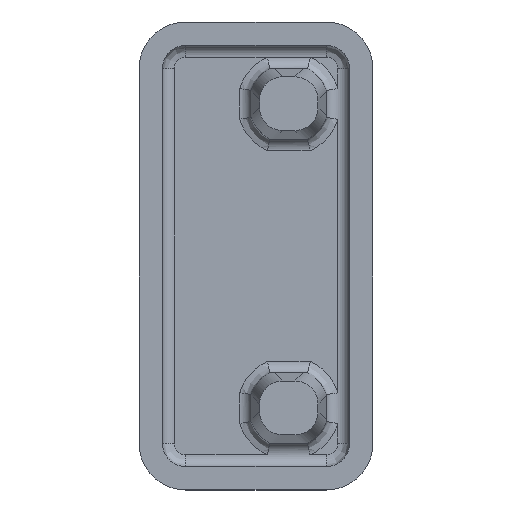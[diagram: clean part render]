
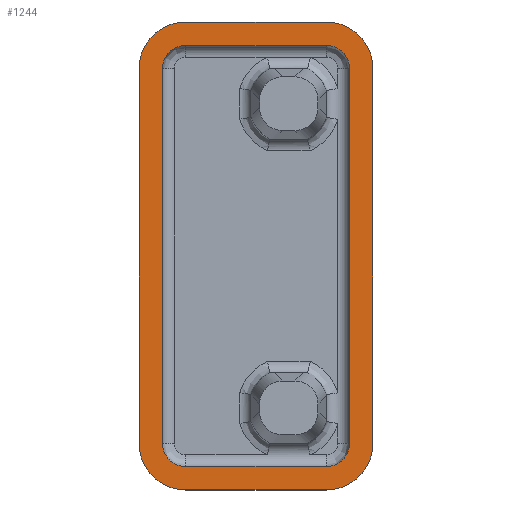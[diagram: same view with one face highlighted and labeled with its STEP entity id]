
A CAD part, top view. The second image highlights one B-rep face of the part: STEP entity #1244.
In plain terms, the highlighted planar face has unit normal (0, 0, 1).
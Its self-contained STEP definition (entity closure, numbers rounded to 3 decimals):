
#3 = CARTESIAN_POINT ( 'NONE',  ( -5., -8., 3. ) ) ;
#30 = VERTEX_POINT ( 'NONE', #397 ) ;
#126 = LINE ( 'NONE', #2173, #483 ) ;
#134 = CARTESIAN_POINT ( 'NONE',  ( 4., -10., 3. ) ) ;
#138 = DIRECTION ( 'NONE',  ( 0., 0., 1. ) ) ;
#146 = CARTESIAN_POINT ( 'NONE',  ( 5., -8., 3. ) ) ;
#180 = VECTOR ( 'NONE', #1412, 1000. ) ;
#224 = EDGE_CURVE ( 'NONE', #2317, #2752, #2419, .T. ) ;
#283 = ORIENTED_EDGE ( 'NONE', *, *, #758, .F. ) ;
#287 = CARTESIAN_POINT ( 'NONE',  ( -3., -10., 3. ) ) ;
#338 = DIRECTION ( 'NONE',  ( 1., 0., 0. ) ) ;
#344 = ORIENTED_EDGE ( 'NONE', *, *, #1932, .F. ) ;
#348 = LINE ( 'NONE', #134, #1148 ) ;
#349 = CARTESIAN_POINT ( 'NONE',  ( -3., 8., 3. ) ) ;
#350 = EDGE_CURVE ( 'NONE', #1733, #1906, #2182, .T. ) ;
#366 = DIRECTION ( 'NONE',  ( 0., 0., -1. ) ) ;
#394 = DIRECTION ( 'NONE',  ( -1., 0., 0. ) ) ;
#397 = CARTESIAN_POINT ( 'NONE',  ( -4., -8., 3. ) ) ;
#400 = ORIENTED_EDGE ( 'NONE', *, *, #1171, .F. ) ;
#427 = VERTEX_POINT ( 'NONE', #2273 ) ;
#445 = EDGE_CURVE ( 'NONE', #2317, #1701, #566, .T. ) ;
#457 = VECTOR ( 'NONE', #2587, 1000. ) ;
#459 = CIRCLE ( 'NONE', #2147, 1. ) ;
#474 = LINE ( 'NONE', #1381, #2311 ) ;
#483 = VECTOR ( 'NONE', #2186, 1000. ) ;
#493 = CARTESIAN_POINT ( 'NONE',  ( 3., 10., 3. ) ) ;
#494 = ORIENTED_EDGE ( 'NONE', *, *, #1332, .F. ) ;
#515 = DIRECTION ( 'NONE',  ( -1., 0., 0. ) ) ;
#537 = ORIENTED_EDGE ( 'NONE', *, *, #2418, .F. ) ;
#539 = EDGE_CURVE ( 'NONE', #1585, #2503, #1945, .T. ) ;
#551 = VERTEX_POINT ( 'NONE', #1918 ) ;
#563 = AXIS2_PLACEMENT_3D ( 'NONE', #349, #366, #1756 ) ;
#566 = CIRCLE ( 'NONE', #1531, 2. ) ;
#575 = CARTESIAN_POINT ( 'NONE',  ( -5., -10., 3. ) ) ;
#587 = EDGE_CURVE ( 'NONE', #2503, #1938, #2119, .T. ) ;
#643 = EDGE_LOOP ( 'NONE', ( #2595, #674, #400, #2379, #283, #2654, #2958, #2213 ) ) ;
#665 = VECTOR ( 'NONE', #1986, 1000. ) ;
#674 = ORIENTED_EDGE ( 'NONE', *, *, #2458, .T. ) ;
#729 = CARTESIAN_POINT ( 'NONE',  ( 5., -10., 3. ) ) ;
#737 = EDGE_CURVE ( 'NONE', #1534, #1063, #1303, .T. ) ;
#758 = EDGE_CURVE ( 'NONE', #1815, #1906, #2707, .T. ) ;
#784 = CARTESIAN_POINT ( 'NONE',  ( 3., -8., 3. ) ) ;
#804 = DIRECTION ( 'NONE',  ( -1., 0., 0. ) ) ;
#809 = EDGE_CURVE ( 'NONE', #427, #2752, #1586, .T. ) ;
#827 = CARTESIAN_POINT ( 'NONE',  ( 5., 8., 3. ) ) ;
#894 = CARTESIAN_POINT ( 'NONE',  ( 3., -9., 3. ) ) ;
#914 = DIRECTION ( 'NONE',  ( 0., 0., -1. ) ) ;
#955 = AXIS2_PLACEMENT_3D ( 'NONE', #784, #1544, #394 ) ;
#961 = FACE_BOUND ( 'NONE', #1131, .T. ) ;
#962 = EDGE_CURVE ( 'NONE', #1815, #1701, #474, .T. ) ;
#994 = ORIENTED_EDGE ( 'NONE', *, *, #539, .F. ) ;
#1001 = AXIS2_PLACEMENT_3D ( 'NONE', #1768, #2702, #2520 ) ;
#1004 = AXIS2_PLACEMENT_3D ( 'NONE', #2402, #2616, #515 ) ;
#1063 = VERTEX_POINT ( 'NONE', #894 ) ;
#1131 = EDGE_LOOP ( 'NONE', ( #344, #1521, #537, #1675, #1472, #994, #1652, #494 ) ) ;
#1148 = VECTOR ( 'NONE', #1983, 1000. ) ;
#1171 = EDGE_CURVE ( 'NONE', #1733, #1926, #2071, .T. ) ;
#1185 = CARTESIAN_POINT ( 'NONE',  ( 5., 9., 3. ) ) ;
#1244 = ADVANCED_FACE ( 'NONE', ( #1406, #961 ), #1633, .F. ) ;
#1245 = AXIS2_PLACEMENT_3D ( 'NONE', #729, #2790, #1660 ) ;
#1303 = LINE ( 'NONE', #1998, #665 ) ;
#1332 = EDGE_CURVE ( 'NONE', #2056, #551, #348, .T. ) ;
#1379 = DIRECTION ( 'NONE',  ( -1., 0., 0. ) ) ;
#1381 = CARTESIAN_POINT ( 'NONE',  ( 5., 10., 3. ) ) ;
#1406 = FACE_OUTER_BOUND ( 'NONE', #643, .T. ) ;
#1412 = DIRECTION ( 'NONE',  ( -1., 0., 0. ) ) ;
#1472 = ORIENTED_EDGE ( 'NONE', *, *, #587, .F. ) ;
#1504 = DIRECTION ( 'NONE',  ( -1., 0., 0. ) ) ;
#1515 = LINE ( 'NONE', #1729, #1561 ) ;
#1520 = DIRECTION ( 'NONE',  ( 0., 0., 1. ) ) ;
#1521 = ORIENTED_EDGE ( 'NONE', *, *, #737, .F. ) ;
#1531 = AXIS2_PLACEMENT_3D ( 'NONE', #1857, #914, #1874 ) ;
#1534 = VERTEX_POINT ( 'NONE', #2814 ) ;
#1544 = DIRECTION ( 'NONE',  ( 0., 0., -1. ) ) ;
#1555 = CARTESIAN_POINT ( 'NONE',  ( 3., -10., 3. ) ) ;
#1561 = VECTOR ( 'NONE', #2915, 1000. ) ;
#1585 = VERTEX_POINT ( 'NONE', #2229 ) ;
#1586 = CIRCLE ( 'NONE', #563, 2. ) ;
#1621 = VECTOR ( 'NONE', #338, 1000. ) ;
#1633 = PLANE ( 'NONE',  #1245 ) ;
#1644 = AXIS2_PLACEMENT_3D ( 'NONE', #2899, #138, #804 ) ;
#1652 = ORIENTED_EDGE ( 'NONE', *, *, #1654, .F. ) ;
#1654 = EDGE_CURVE ( 'NONE', #551, #1585, #1911, .T. ) ;
#1660 = DIRECTION ( 'NONE',  ( -1., 0., 0. ) ) ;
#1667 = AXIS2_PLACEMENT_3D ( 'NONE', #2948, #1520, #1504 ) ;
#1675 = ORIENTED_EDGE ( 'NONE', *, *, #2063, .F. ) ;
#1701 = VERTEX_POINT ( 'NONE', #827 ) ;
#1729 = CARTESIAN_POINT ( 'NONE',  ( -5., 10., 3. ) ) ;
#1733 = VERTEX_POINT ( 'NONE', #287 ) ;
#1756 = DIRECTION ( 'NONE',  ( -1., 0., 0. ) ) ;
#1768 = CARTESIAN_POINT ( 'NONE',  ( -3., -8., 3. ) ) ;
#1808 = DIRECTION ( 'NONE',  ( 0., 1., 0. ) ) ;
#1815 = VERTEX_POINT ( 'NONE', #146 ) ;
#1857 = CARTESIAN_POINT ( 'NONE',  ( 3., 8., 3. ) ) ;
#1874 = DIRECTION ( 'NONE',  ( -1., 0., 0. ) ) ;
#1906 = VERTEX_POINT ( 'NONE', #1555 ) ;
#1911 = CIRCLE ( 'NONE', #1667, 1. ) ;
#1918 = CARTESIAN_POINT ( 'NONE',  ( 4., 8., 3. ) ) ;
#1926 = VERTEX_POINT ( 'NONE', #3 ) ;
#1932 = EDGE_CURVE ( 'NONE', #1063, #2056, #459, .T. ) ;
#1938 = VERTEX_POINT ( 'NONE', #2791 ) ;
#1945 = LINE ( 'NONE', #1185, #180 ) ;
#1983 = DIRECTION ( 'NONE',  ( 0., 1., 0. ) ) ;
#1986 = DIRECTION ( 'NONE',  ( 1., 0., 0. ) ) ;
#1998 = CARTESIAN_POINT ( 'NONE',  ( 5., -9., 3. ) ) ;
#2056 = VERTEX_POINT ( 'NONE', #2422 ) ;
#2063 = EDGE_CURVE ( 'NONE', #1938, #30, #126, .T. ) ;
#2071 = CIRCLE ( 'NONE', #1001, 2. ) ;
#2119 = CIRCLE ( 'NONE', #1004, 1. ) ;
#2147 = AXIS2_PLACEMENT_3D ( 'NONE', #2316, #2756, #1379 ) ;
#2155 = CARTESIAN_POINT ( 'NONE',  ( -5., 10., 3. ) ) ;
#2173 = CARTESIAN_POINT ( 'NONE',  ( -4., -10., 3. ) ) ;
#2182 = LINE ( 'NONE', #575, #1621 ) ;
#2186 = DIRECTION ( 'NONE',  ( 0., -1., 0. ) ) ;
#2209 = CARTESIAN_POINT ( 'NONE',  ( -3., 9., 3. ) ) ;
#2213 = ORIENTED_EDGE ( 'NONE', *, *, #224, .T. ) ;
#2229 = CARTESIAN_POINT ( 'NONE',  ( 3., 9., 3. ) ) ;
#2273 = CARTESIAN_POINT ( 'NONE',  ( -5., 8., 3. ) ) ;
#2311 = VECTOR ( 'NONE', #1808, 1000. ) ;
#2316 = CARTESIAN_POINT ( 'NONE',  ( 3., -8., 3. ) ) ;
#2317 = VERTEX_POINT ( 'NONE', #493 ) ;
#2366 = CARTESIAN_POINT ( 'NONE',  ( -3., 10., 3. ) ) ;
#2379 = ORIENTED_EDGE ( 'NONE', *, *, #350, .T. ) ;
#2402 = CARTESIAN_POINT ( 'NONE',  ( -3., 8., 3. ) ) ;
#2418 = EDGE_CURVE ( 'NONE', #30, #1534, #2715, .T. ) ;
#2419 = LINE ( 'NONE', #2155, #457 ) ;
#2422 = CARTESIAN_POINT ( 'NONE',  ( 4., -8., 3. ) ) ;
#2458 = EDGE_CURVE ( 'NONE', #427, #1926, #1515, .T. ) ;
#2503 = VERTEX_POINT ( 'NONE', #2209 ) ;
#2520 = DIRECTION ( 'NONE',  ( -1., 0., 0. ) ) ;
#2587 = DIRECTION ( 'NONE',  ( -1., 0., 0. ) ) ;
#2595 = ORIENTED_EDGE ( 'NONE', *, *, #809, .F. ) ;
#2616 = DIRECTION ( 'NONE',  ( 0., 0., 1. ) ) ;
#2654 = ORIENTED_EDGE ( 'NONE', *, *, #962, .T. ) ;
#2702 = DIRECTION ( 'NONE',  ( 0., 0., -1. ) ) ;
#2707 = CIRCLE ( 'NONE', #955, 2. ) ;
#2715 = CIRCLE ( 'NONE', #1644, 1. ) ;
#2752 = VERTEX_POINT ( 'NONE', #2366 ) ;
#2756 = DIRECTION ( 'NONE',  ( 0., 0., 1. ) ) ;
#2790 = DIRECTION ( 'NONE',  ( 0., 0., -1. ) ) ;
#2791 = CARTESIAN_POINT ( 'NONE',  ( -4., 8., 3. ) ) ;
#2814 = CARTESIAN_POINT ( 'NONE',  ( -3., -9., 3. ) ) ;
#2899 = CARTESIAN_POINT ( 'NONE',  ( -3., -8., 3. ) ) ;
#2915 = DIRECTION ( 'NONE',  ( 0., -1., 0. ) ) ;
#2948 = CARTESIAN_POINT ( 'NONE',  ( 3., 8., 3. ) ) ;
#2958 = ORIENTED_EDGE ( 'NONE', *, *, #445, .F. ) ;
